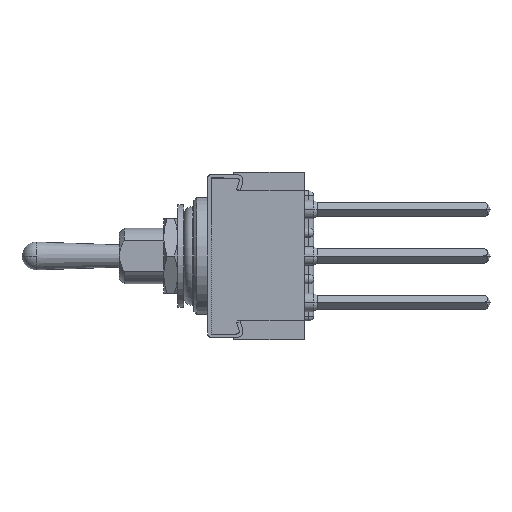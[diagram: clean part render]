
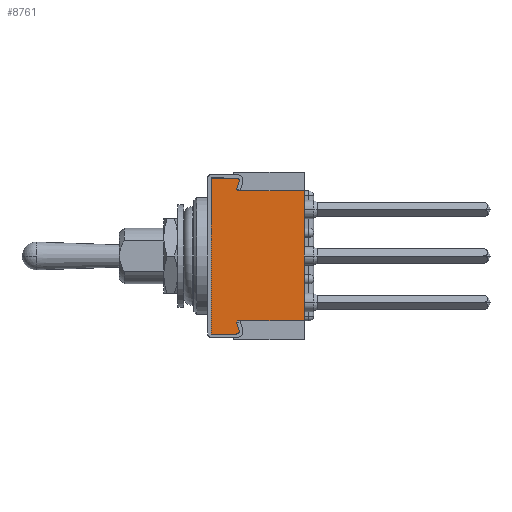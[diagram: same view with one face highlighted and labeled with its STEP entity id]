
A CAD part, left-side view. The second image highlights one B-rep face of the part: STEP entity #8761.
In plain terms, the highlighted planar face has unit normal (-1, 0, 0).
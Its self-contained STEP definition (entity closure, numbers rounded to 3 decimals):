
#31 = CARTESIAN_POINT ( 'NONE',  ( -7.4, 7.017, -8.001 ) ) ;
#39 = CARTESIAN_POINT ( 'NONE',  ( -7.4, 10., 8.4 ) ) ;
#135 = VECTOR ( 'NONE', #2503, 1000. ) ;
#661 = CARTESIAN_POINT ( 'NONE',  ( -7.4, 7.017, -8.001 ) ) ;
#664 = VERTEX_POINT ( 'NONE', #1232 ) ;
#1171 = VERTEX_POINT ( 'NONE', #7099 ) ;
#1197 = VECTOR ( 'NONE', #4066, 1000. ) ;
#1232 = CARTESIAN_POINT ( 'NONE',  ( -7.4, 0., 7. ) ) ;
#1269 = ORIENTED_EDGE ( 'NONE', *, *, #9146, .F. ) ;
#1363 = CARTESIAN_POINT ( 'NONE',  ( -7.4, 0., -7. ) ) ;
#1426 = DIRECTION ( 'NONE',  ( 0., -0.579, -0.815 ) ) ;
#1486 = LINE ( 'NONE', #7606, #135 ) ;
#1543 = CARTESIAN_POINT ( 'NONE',  ( -7.4, 10., 8.4 ) ) ;
#1674 = DIRECTION ( 'NONE',  ( 0., 0., -1. ) ) ;
#1707 = LINE ( 'NONE', #6875, #5293 ) ;
#1715 = VECTOR ( 'NONE', #6008, 1000. ) ;
#1725 = VERTEX_POINT ( 'NONE', #31 ) ;
#1890 = ORIENTED_EDGE ( 'NONE', *, *, #7666, .F. ) ;
#1894 = CIRCLE ( 'NONE', #3093, 0.3 ) ;
#1998 = LINE ( 'NONE', #7555, #1197 ) ;
#2009 = CARTESIAN_POINT ( 'NONE',  ( -7.4, 7.3, 8.4 ) ) ;
#2050 = EDGE_CURVE ( 'NONE', #4375, #1725, #1894, .T. ) ;
#2091 = CIRCLE ( 'NONE', #6488, 0.3 ) ;
#2112 = VECTOR ( 'NONE', #1426, 1000. ) ;
#2207 = ORIENTED_EDGE ( 'NONE', *, *, #6840, .F. ) ;
#2223 = CARTESIAN_POINT ( 'NONE',  ( -7.4, 7.3, 8.1 ) ) ;
#2242 = DIRECTION ( 'NONE',  ( -1., 0., 0. ) ) ;
#2285 = ORIENTED_EDGE ( 'NONE', *, *, #8591, .T. ) ;
#2308 = VERTEX_POINT ( 'NONE', #1543 ) ;
#2310 = CARTESIAN_POINT ( 'NONE',  ( -7.4, 7.017, 8.001 ) ) ;
#2503 = DIRECTION ( 'NONE',  ( 0., 0.329, -0.944 ) ) ;
#2631 = VECTOR ( 'NONE', #8063, 1000. ) ;
#3093 = AXIS2_PLACEMENT_3D ( 'NONE', #7341, #2242, #3105 ) ;
#3105 = DIRECTION ( 'NONE',  ( 0., 0., 1. ) ) ;
#3386 = DIRECTION ( 'NONE',  ( 0., 0., -1. ) ) ;
#3417 = AXIS2_PLACEMENT_3D ( 'NONE', #3531, #6093, #1674 ) ;
#3509 = EDGE_CURVE ( 'NONE', #2308, #4346, #6523, .T. ) ;
#3531 = CARTESIAN_POINT ( 'NONE',  ( -7.4, 7.3, 8.1 ) ) ;
#3925 = CARTESIAN_POINT ( 'NONE',  ( -7.4, 7.3, -7.189 ) ) ;
#4066 = DIRECTION ( 'NONE',  ( 0., 0., 1. ) ) ;
#4175 = PLANE ( 'NONE',  #3417 ) ;
#4230 = LINE ( 'NONE', #9131, #9166 ) ;
#4322 = VERTEX_POINT ( 'NONE', #4488 ) ;
#4346 = VERTEX_POINT ( 'NONE', #2009 ) ;
#4375 = VERTEX_POINT ( 'NONE', #8222 ) ;
#4409 = CARTESIAN_POINT ( 'NONE',  ( -7.4, 10., -8.4 ) ) ;
#4488 = CARTESIAN_POINT ( 'NONE',  ( -7.4, 7.3, 7.189 ) ) ;
#4532 = VERTEX_POINT ( 'NONE', #2310 ) ;
#4574 = LINE ( 'NONE', #661, #6039 ) ;
#4588 = CARTESIAN_POINT ( 'NONE',  ( -7.4, 7.166, 7. ) ) ;
#4689 = ORIENTED_EDGE ( 'NONE', *, *, #9359, .T. ) ;
#4885 = CARTESIAN_POINT ( 'NONE',  ( -7.4, 7.3, 7.189 ) ) ;
#4906 = DIRECTION ( 'NONE',  ( 0., 0.329, 0.944 ) ) ;
#5293 = VECTOR ( 'NONE', #6844, 1000. ) ;
#5645 = VECTOR ( 'NONE', #9059, 1000. ) ;
#5651 = DIRECTION ( 'NONE',  ( 0., -1., 0. ) ) ;
#5747 = VERTEX_POINT ( 'NONE', #4409 ) ;
#6008 = DIRECTION ( 'NONE',  ( 0., -1., 0. ) ) ;
#6039 = VECTOR ( 'NONE', #4906, 1000. ) ;
#6093 = DIRECTION ( 'NONE',  ( 1., 0., 0. ) ) ;
#6206 = EDGE_CURVE ( 'NONE', #4532, #4322, #1486, .T. ) ;
#6369 = LINE ( 'NONE', #10481, #2631 ) ;
#6476 = DIRECTION ( 'NONE',  ( 1., 0., 0. ) ) ;
#6488 = AXIS2_PLACEMENT_3D ( 'NONE', #2223, #6476, #9909 ) ;
#6523 = LINE ( 'NONE', #39, #1715 ) ;
#6655 = VERTEX_POINT ( 'NONE', #3925 ) ;
#6702 = ORIENTED_EDGE ( 'NONE', *, *, #8770, .F. ) ;
#6784 = EDGE_LOOP ( 'NONE', ( #8547, #2207, #2285, #10419, #8338, #10097, #4689, #6702, #1269, #1890, #8156, #6963 ) ) ;
#6840 = EDGE_CURVE ( 'NONE', #5747, #2308, #1998, .T. ) ;
#6844 = DIRECTION ( 'NONE',  ( 0., -1., 0. ) ) ;
#6875 = CARTESIAN_POINT ( 'NONE',  ( -7.4, 7.166, 7. ) ) ;
#6963 = ORIENTED_EDGE ( 'NONE', *, *, #8576, .F. ) ;
#7099 = CARTESIAN_POINT ( 'NONE',  ( -7.4, 7.166, -7. ) ) ;
#7341 = CARTESIAN_POINT ( 'NONE',  ( -7.4, 7.3, -8.1 ) ) ;
#7415 = CARTESIAN_POINT ( 'NONE',  ( -7.4, 7.166, -7. ) ) ;
#7555 = CARTESIAN_POINT ( 'NONE',  ( -7.4, 10., 8.4 ) ) ;
#7606 = CARTESIAN_POINT ( 'NONE',  ( -7.4, 7.017, 8.001 ) ) ;
#7666 = EDGE_CURVE ( 'NONE', #4322, #9107, #9987, .T. ) ;
#7840 = EDGE_CURVE ( 'NONE', #6655, #1171, #6369, .T. ) ;
#7903 = LINE ( 'NONE', #10276, #9899 ) ;
#8063 = DIRECTION ( 'NONE',  ( 0., -0.579, 0.815 ) ) ;
#8156 = ORIENTED_EDGE ( 'NONE', *, *, #6206, .F. ) ;
#8222 = CARTESIAN_POINT ( 'NONE',  ( -7.4, 7.3, -8.4 ) ) ;
#8338 = ORIENTED_EDGE ( 'NONE', *, *, #9965, .T. ) ;
#8547 = ORIENTED_EDGE ( 'NONE', *, *, #3509, .F. ) ;
#8576 = EDGE_CURVE ( 'NONE', #4346, #4532, #2091, .T. ) ;
#8591 = EDGE_CURVE ( 'NONE', #5747, #4375, #4230, .T. ) ;
#8761 = ADVANCED_FACE ( 'NONE', ( #10182 ), #4175, .F. ) ;
#8770 = EDGE_CURVE ( 'NONE', #664, #10228, #7903, .T. ) ;
#9059 = DIRECTION ( 'NONE',  ( 0., -1., 0. ) ) ;
#9107 = VERTEX_POINT ( 'NONE', #4588 ) ;
#9131 = CARTESIAN_POINT ( 'NONE',  ( -7.4, 10., -8.4 ) ) ;
#9146 = EDGE_CURVE ( 'NONE', #9107, #664, #1707, .T. ) ;
#9166 = VECTOR ( 'NONE', #5651, 1000. ) ;
#9359 = EDGE_CURVE ( 'NONE', #1171, #10228, #9529, .T. ) ;
#9529 = LINE ( 'NONE', #7415, #5645 ) ;
#9899 = VECTOR ( 'NONE', #3386, 1000. ) ;
#9909 = DIRECTION ( 'NONE',  ( 0., 0., -1. ) ) ;
#9965 = EDGE_CURVE ( 'NONE', #1725, #6655, #4574, .T. ) ;
#9987 = LINE ( 'NONE', #4885, #2112 ) ;
#10097 = ORIENTED_EDGE ( 'NONE', *, *, #7840, .T. ) ;
#10182 = FACE_OUTER_BOUND ( 'NONE', #6784, .T. ) ;
#10228 = VERTEX_POINT ( 'NONE', #1363 ) ;
#10276 = CARTESIAN_POINT ( 'NONE',  ( -7.4, 0., 7. ) ) ;
#10419 = ORIENTED_EDGE ( 'NONE', *, *, #2050, .T. ) ;
#10481 = CARTESIAN_POINT ( 'NONE',  ( -7.4, 7.3, -7.189 ) ) ;
